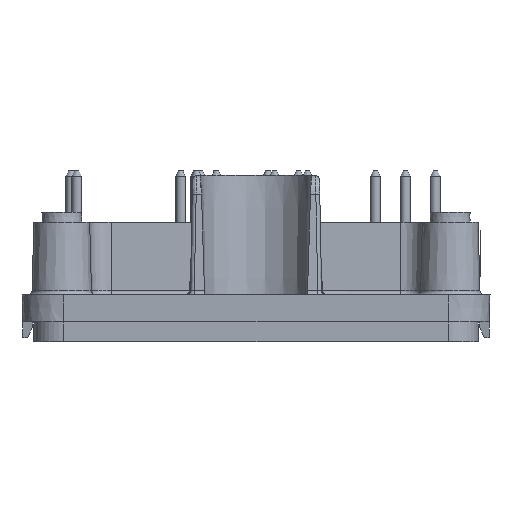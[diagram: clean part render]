
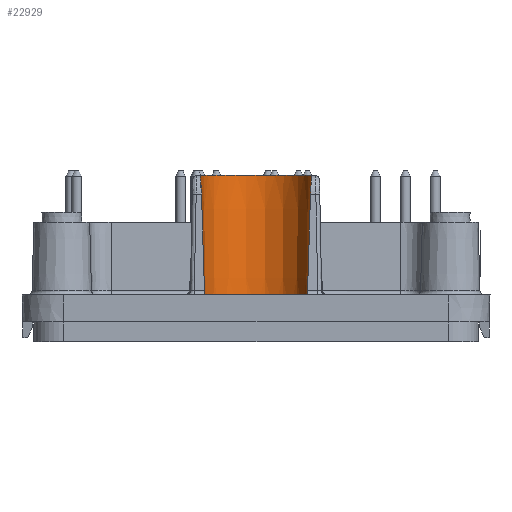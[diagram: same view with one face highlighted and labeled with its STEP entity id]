
A CAD part, left-side view. The second image highlights one B-rep face of the part: STEP entity #22929.
In plain terms, the highlighted conical face has half-angle 1 degrees and reference radius 5.538 mm.
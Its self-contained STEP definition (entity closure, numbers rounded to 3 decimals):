
#274=CONICAL_SURFACE('',#34890,5.538,0.017);
#700=CIRCLE('',#34891,5.346);
#701=CIRCLE('',#34893,5.375);
#702=CIRCLE('',#34895,5.585);
#1540=ELLIPSE('',#34892,126.261,6.231);
#1541=ELLIPSE('',#34894,126.261,6.231);
#1725=B_SPLINE_CURVE_WITH_KNOTS('',3,(#45807,#45808,#45809,#45810),
 .UNSPECIFIED.,.F.,.F.,(4,4),(0.,0.001),
 .UNSPECIFIED.);
#1726=B_SPLINE_CURVE_WITH_KNOTS('',3,(#45814,#45815,#45816,#45817),
 .UNSPECIFIED.,.F.,.F.,(4,4),(0.,0.001),.UNSPECIFIED.);
#1727=B_SPLINE_CURVE_WITH_KNOTS('',3,(#45821,#45822,#45823,#45824,#45825),
 .UNSPECIFIED.,.F.,.F.,(4,1,4),(0.,0.002,
0.003),.UNSPECIFIED.);
#1728=B_SPLINE_CURVE_WITH_KNOTS('',3,(#45829,#45830,#45831,#45832,#45833),
 .UNSPECIFIED.,.F.,.F.,(4,1,4),(0.,0.002,0.003),
 .UNSPECIFIED.);
#4337=ORIENTED_EDGE('',*,*,#10538,.F.);
#4338=ORIENTED_EDGE('',*,*,#10539,.T.);
#4339=ORIENTED_EDGE('',*,*,#10540,.T.);
#4340=ORIENTED_EDGE('',*,*,#10541,.T.);
#4341=ORIENTED_EDGE('',*,*,#10542,.T.);
#4342=ORIENTED_EDGE('',*,*,#10543,.T.);
#4343=ORIENTED_EDGE('',*,*,#10544,.T.);
#4344=ORIENTED_EDGE('',*,*,#10545,.T.);
#4345=ORIENTED_EDGE('',*,*,#10546,.T.);
#10538=EDGE_CURVE('',#13699,#13699,#700,.T.);
#10539=EDGE_CURVE('',#13700,#13701,#1540,.F.);
#10540=EDGE_CURVE('',#13701,#13702,#1725,.T.);
#10541=EDGE_CURVE('',#13702,#13703,#701,.T.);
#10542=EDGE_CURVE('',#13703,#13704,#1726,.T.);
#10543=EDGE_CURVE('',#13704,#13705,#1541,.F.);
#10544=EDGE_CURVE('',#13705,#13706,#1727,.T.);
#10545=EDGE_CURVE('',#13706,#13707,#702,.F.);
#10546=EDGE_CURVE('',#13707,#13700,#1728,.T.);
#13699=VERTEX_POINT('',#45803);
#13700=VERTEX_POINT('',#45805);
#13701=VERTEX_POINT('',#45806);
#13702=VERTEX_POINT('',#45811);
#13703=VERTEX_POINT('',#45813);
#13704=VERTEX_POINT('',#45818);
#13705=VERTEX_POINT('',#45820);
#13706=VERTEX_POINT('',#45826);
#13707=VERTEX_POINT('',#45828);
#18013=EDGE_LOOP('',(#4337));
#18014=EDGE_LOOP('',(#4338,#4339,#4340,#4341,#4342,#4343,#4344,#4345));
#20153=FACE_BOUND('',#18013,.T.);
#20154=FACE_BOUND('',#18014,.T.);
#22929=ADVANCED_FACE('',(#20153,#20154),#274,.F.);
#34890=AXIS2_PLACEMENT_3D('',#45801,#37742,#37743);
#34891=AXIS2_PLACEMENT_3D('',#45802,#37744,#37745);
#34892=AXIS2_PLACEMENT_3D('',#45804,#37746,#37747);
#34893=AXIS2_PLACEMENT_3D('',#45812,#37748,#37749);
#34894=AXIS2_PLACEMENT_3D('',#45819,#37750,#37751);
#34895=AXIS2_PLACEMENT_3D('',#45827,#37752,#37753);
#37742=DIRECTION('',(0.,0.,1.));
#37743=DIRECTION('',(-1.,0.,0.));
#37744=DIRECTION('',(0.,0.,1.));
#37745=DIRECTION('',(1.,0.,0.));
#37746=DIRECTION('',(0.999,0.,-0.052));
#37747=DIRECTION('',(0.052,0.,0.999));
#37748=DIRECTION('',(0.,0.,1.));
#37749=DIRECTION('',(-1.,0.,0.));
#37750=DIRECTION('',(0.999,0.,-0.052));
#37751=DIRECTION('',(0.052,0.,0.999));
#37752=DIRECTION('',(0.,0.,-1.));
#37753=DIRECTION('',(1.,0.,0.));
#45801=CARTESIAN_POINT('',(-46.5,0.,10.697));
#45802=CARTESIAN_POINT('',(-46.5,0.,-0.3));
#45803=CARTESIAN_POINT('',(-41.154,0.,-0.3));
#45804=CARTESIAN_POINT('',(-44.299,0.,72.017));
#45805=CARTESIAN_POINT('',(-47.47,5.466,11.505));
#45806=CARTESIAN_POINT('',(-47.98,5.174,1.779));
#45807=CARTESIAN_POINT('',(-47.98,5.174,1.779));
#45808=CARTESIAN_POINT('',(-47.991,5.167,1.569));
#45809=CARTESIAN_POINT('',(-48.183,5.11,1.4));
#45810=CARTESIAN_POINT('',(-48.38,5.036,1.4));
#45811=CARTESIAN_POINT('',(-48.38,5.036,1.4));
#45812=CARTESIAN_POINT('',(-46.5,0.,1.4));
#45813=CARTESIAN_POINT('',(-48.38,-5.036,1.4));
#45814=CARTESIAN_POINT('',(-48.38,-5.036,1.4));
#45815=CARTESIAN_POINT('',(-48.182,-5.11,1.4));
#45816=CARTESIAN_POINT('',(-47.991,-5.167,1.569));
#45817=CARTESIAN_POINT('',(-47.98,-5.174,1.779));
#45818=CARTESIAN_POINT('',(-47.98,-5.174,1.779));
#45819=CARTESIAN_POINT('',(-44.299,0.,72.017));
#45820=CARTESIAN_POINT('',(-47.47,-5.466,11.505));
#45821=CARTESIAN_POINT('',(-47.47,-5.466,11.505));
#45822=CARTESIAN_POINT('',(-47.444,-5.48,12.016));
#45823=CARTESIAN_POINT('',(-46.988,-5.597,12.995));
#45824=CARTESIAN_POINT('',(-45.977,-5.584,13.4));
#45825=CARTESIAN_POINT('',(-45.473,-5.49,13.4));
#45826=CARTESIAN_POINT('',(-45.473,-5.49,13.4));
#45827=CARTESIAN_POINT('',(-46.5,0.,13.4));
#45828=CARTESIAN_POINT('',(-45.473,5.49,13.4));
#45829=CARTESIAN_POINT('',(-45.473,5.49,13.4));
#45830=CARTESIAN_POINT('',(-45.977,5.584,13.4));
#45831=CARTESIAN_POINT('',(-46.987,5.597,12.996));
#45832=CARTESIAN_POINT('',(-47.444,5.48,12.016));
#45833=CARTESIAN_POINT('',(-47.47,5.466,11.505));
